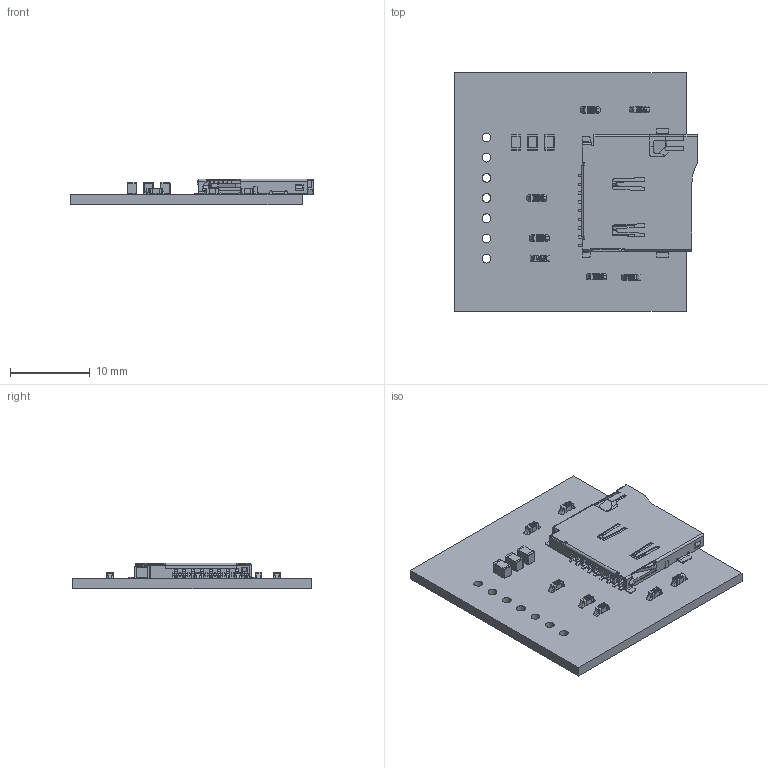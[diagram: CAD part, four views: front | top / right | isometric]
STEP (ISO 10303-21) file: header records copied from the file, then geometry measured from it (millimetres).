
FILE_DESCRIPTION(('Open CASCADE Model'),'2;1');
FILE_NAME('Open CASCADE Shape Model','2022-04-06T13:20:44',('Author'),( 'Open CASCADE'),'Open CASCADE STEP processor 6.8','Open CASCADE 6.8' ,'Unknown');
FILE_SCHEMA(('AUTOMOTIVE_DESIGN { 1 0 10303 214 1 1 1 1 }'));
Length unit declared in the file: millimetre
Products named in the file (17): PCB; Board; Open CASCADE STEP translator 6.8 1.1.1; C3; CAPC2012X145N_EIA_0805; R7; res_0603; R6; R5; R4; R3; R2; R1; J1; KLS1-TF-003D--3DModel-STEP-56544; C2; C1
Assembly tree (24 placements, depth 3):
  PCB
    Board
      Open CASCADE STEP translator 6.8 1.1.1
    C3
      CAPC2012X145N_EIA_0805
    R7
      res_0603
    R6
      res_0603
    R5
      res_0603
    R4
      res_0603
    R3
      res_0603
    R2
      res_0603
    R1
      res_0603
    J1
      KLS1-TF-003D--3DModel-STEP-56544
    C2
      CAPC2012X145N_EIA_0805
    C1
      CAPC2012X145N_EIA_0805
Bounding box: 30.52 x 29.93 x 3.23 mm (x, y, z)
Volume: 1356.4 mm3; surface area: 3157.6 mm2
Topology: 59 solids, 59 shells, 4253 faces, 11147 edges, 7307 vertices
Faces by surface type: bspline 1822, plane 1725, cylinder 564, sphere 136, torus 4, cone 2
Full cylindrical faces by diameter (mm): 1 x2, 1.1 x7
Entity records: 49153 total; most frequent: CARTESIAN_POINT 15108, ORIENTED_EDGE 6926, DIRECTION 5547, EDGE_CURVE 3463, LINE 2423, VECTOR 2423, VERTEX_POINT 2259, AXIS2_PLACEMENT_3D 1562
